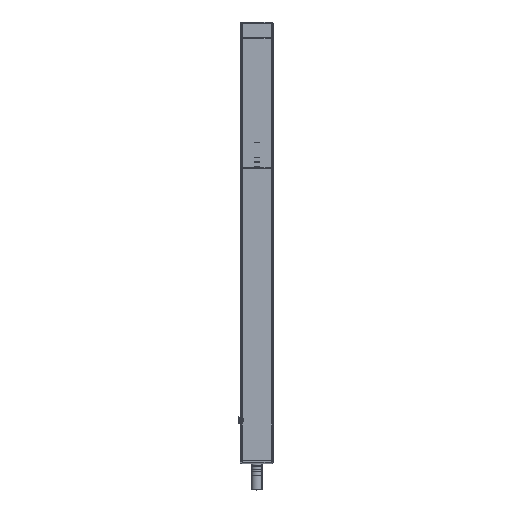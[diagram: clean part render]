
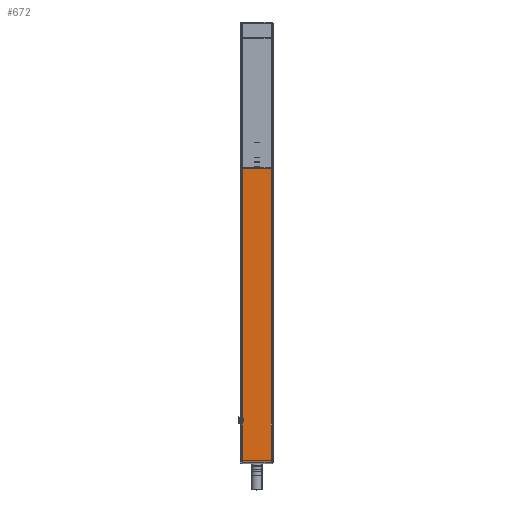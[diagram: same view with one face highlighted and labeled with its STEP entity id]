
A CAD part, top view. The second image highlights one B-rep face of the part: STEP entity #672.
In plain terms, the highlighted face is planar.
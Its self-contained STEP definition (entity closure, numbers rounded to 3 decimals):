
#672 = ADVANCED_FACE( '', ( #1430 ), #1431, .T. );
#1430 = FACE_OUTER_BOUND( '', #2591, .T. );
#1431 = PLANE( '', #2592 );
#2591 = EDGE_LOOP( '', ( #3892, #3893, #3894, #3895 ) );
#2592 = AXIS2_PLACEMENT_3D( '', #3896, #3897, #3898 );
#3892 = ORIENTED_EDGE( '', *, *, #5452, .F. );
#3893 = ORIENTED_EDGE( '', *, *, #5453, .T. );
#3894 = ORIENTED_EDGE( '', *, *, #5446, .T. );
#3895 = ORIENTED_EDGE( '', *, *, #5454, .T. );
#3896 = CARTESIAN_POINT( '', ( -30., 530., -15. ) );
#3897 = DIRECTION( '', ( 0., 0., -1. ) );
#3898 = DIRECTION( '', ( -1., 0., 0. ) );
#5446 = EDGE_CURVE( '', #6278, #6276, #6279, .T. );
#5452 = EDGE_CURVE( '', #6287, #6288, #6289, .T. );
#5453 = EDGE_CURVE( '', #6287, #6278, #6290, .F. );
#5454 = EDGE_CURVE( '', #6276, #6288, #6291, .T. );
#6276 = VERTEX_POINT( '', #7363 );
#6278 = VERTEX_POINT( '', #7365 );
#6279 = LINE( '', #7366, #7367 );
#6287 = VERTEX_POINT( '', #7378 );
#6288 = VERTEX_POINT( '', #7379 );
#6289 = LINE( '', #7380, #7381 );
#6290 = LINE( '', #7382, #7383 );
#6291 = LINE( '', #7384, #7385 );
#7363 = CARTESIAN_POINT( '', ( 26., 530., -15. ) );
#7365 = CARTESIAN_POINT( '', ( -26., 530., -15. ) );
#7366 = CARTESIAN_POINT( '', ( -30., 530., -15. ) );
#7367 = VECTOR( '', #8500, 1000. );
#7378 = CARTESIAN_POINT( '', ( -26., 0., -15. ) );
#7379 = CARTESIAN_POINT( '', ( 26., 0., -15. ) );
#7380 = CARTESIAN_POINT( '', ( -30., 0., -15. ) );
#7381 = VECTOR( '', #8507, 1000. );
#7382 = CARTESIAN_POINT( '', ( -26., 530., -15. ) );
#7383 = VECTOR( '', #8508, 1000. );
#7384 = CARTESIAN_POINT( '', ( 26., 530., -15. ) );
#7385 = VECTOR( '', #8509, 1000. );
#8500 = DIRECTION( '', ( 1., 0., 0. ) );
#8507 = DIRECTION( '', ( 1., 0., 0. ) );
#8508 = DIRECTION( '', ( 0., -1., 0. ) );
#8509 = DIRECTION( '', ( 0., -1., 0. ) );
